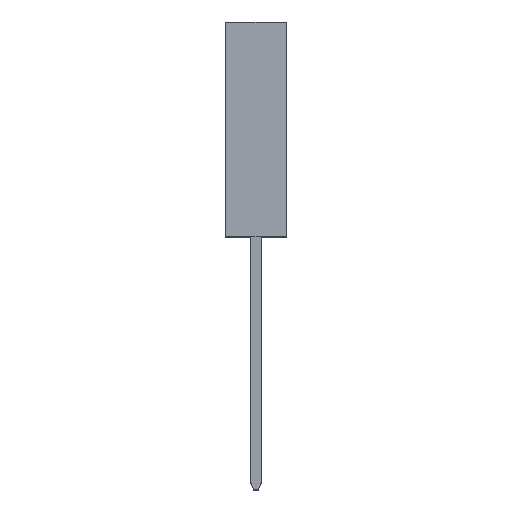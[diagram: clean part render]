
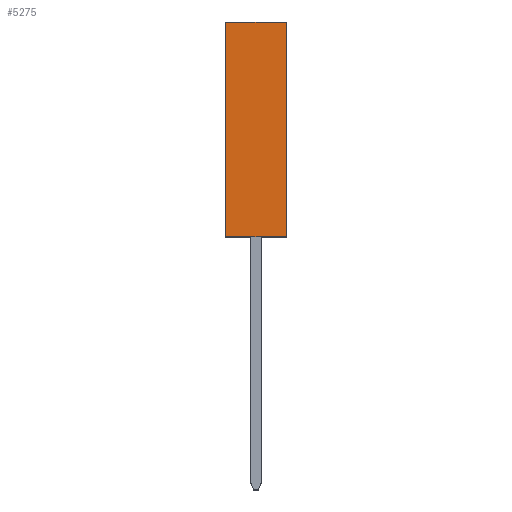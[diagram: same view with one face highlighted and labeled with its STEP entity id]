
A CAD part, top view. The second image highlights one B-rep face of the part: STEP entity #5275.
In plain terms, the highlighted planar face has unit normal (0, 0, 1).
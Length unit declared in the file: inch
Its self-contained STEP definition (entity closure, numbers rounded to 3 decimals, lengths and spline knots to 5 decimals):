
#217 = CARTESIAN_POINT ( 'NONE',  ( 0.0475, 0., 0.36 ) ) ;
#469 = VERTEX_POINT ( 'NONE', #921 ) ;
#802 = DIRECTION ( 'NONE',  ( -1., 0., 0. ) ) ;
#921 = CARTESIAN_POINT ( 'NONE',  ( 0.0475, 0.335, 0.36 ) ) ;
#2199 = DIRECTION ( 'NONE',  ( 1., 0., 0. ) ) ;
#2293 = VERTEX_POINT ( 'NONE', #6871 ) ;
#2454 = VERTEX_POINT ( 'NONE', #3848 ) ;
#2462 = LINE ( 'NONE', #7717, #7580 ) ;
#2628 = EDGE_CURVE ( 'NONE', #469, #4009, #2462, .T. ) ;
#2989 = VECTOR ( 'NONE', #6467, 39.37008 ) ;
#3194 = FACE_OUTER_BOUND ( 'NONE', #5795, .T. ) ;
#3342 = ORIENTED_EDGE ( 'NONE', *, *, #3352, .F. ) ;
#3352 = EDGE_CURVE ( 'NONE', #2454, #469, #6320, .T. ) ;
#3848 = CARTESIAN_POINT ( 'NONE',  ( -0.0475, 0.335, 0.36 ) ) ;
#4009 = VERTEX_POINT ( 'NONE', #217 ) ;
#4326 = VECTOR ( 'NONE', #6179, 39.37008 ) ;
#5275 = ADVANCED_FACE ( 'NONE', ( #3194 ), #5652, .F. ) ;
#5652 = PLANE ( 'NONE',  #7173 ) ;
#5795 = EDGE_LOOP ( 'NONE', ( #7982, #7956, #3342, #7025 ) ) ;
#5829 = DIRECTION ( 'NONE',  ( 0., 0., -1. ) ) ;
#6179 = DIRECTION ( 'NONE',  ( 0., -1., 0. ) ) ;
#6320 = LINE ( 'NONE', #7702, #2989 ) ;
#6399 = EDGE_CURVE ( 'NONE', #2454, #2293, #6501, .T. ) ;
#6467 = DIRECTION ( 'NONE',  ( 1., 0., 0. ) ) ;
#6501 = LINE ( 'NONE', #7382, #4326 ) ;
#6871 = CARTESIAN_POINT ( 'NONE',  ( -0.0475, 0., 0.36 ) ) ;
#7025 = ORIENTED_EDGE ( 'NONE', *, *, #6399, .T. ) ;
#7029 = DIRECTION ( 'NONE',  ( 0., -1., 0. ) ) ;
#7173 = AXIS2_PLACEMENT_3D ( 'NONE', #7640, #5829, #802 ) ;
#7326 = CARTESIAN_POINT ( 'NONE',  ( -0.0475, 0., 0.36 ) ) ;
#7382 = CARTESIAN_POINT ( 'NONE',  ( -0.0475, 0.335, 0.36 ) ) ;
#7580 = VECTOR ( 'NONE', #7029, 39.37008 ) ;
#7640 = CARTESIAN_POINT ( 'NONE',  ( -0.0475, 0.335, 0.36 ) ) ;
#7649 = EDGE_CURVE ( 'NONE', #2293, #4009, #7767, .T. ) ;
#7661 = VECTOR ( 'NONE', #2199, 39.37008 ) ;
#7702 = CARTESIAN_POINT ( 'NONE',  ( -0.0475, 0.335, 0.36 ) ) ;
#7717 = CARTESIAN_POINT ( 'NONE',  ( 0.0475, 0.335, 0.36 ) ) ;
#7767 = LINE ( 'NONE', #7326, #7661 ) ;
#7956 = ORIENTED_EDGE ( 'NONE', *, *, #2628, .F. ) ;
#7982 = ORIENTED_EDGE ( 'NONE', *, *, #7649, .T. ) ;
